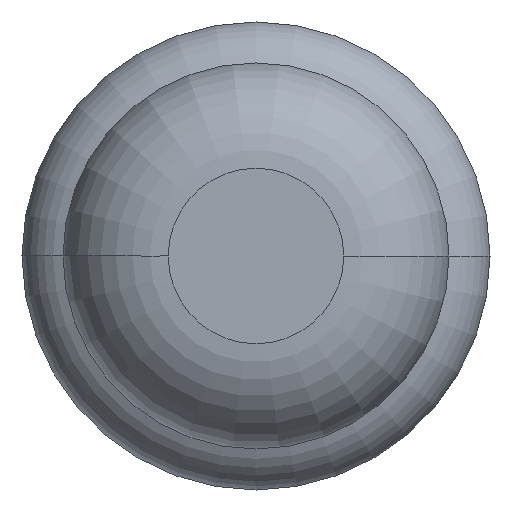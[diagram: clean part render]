
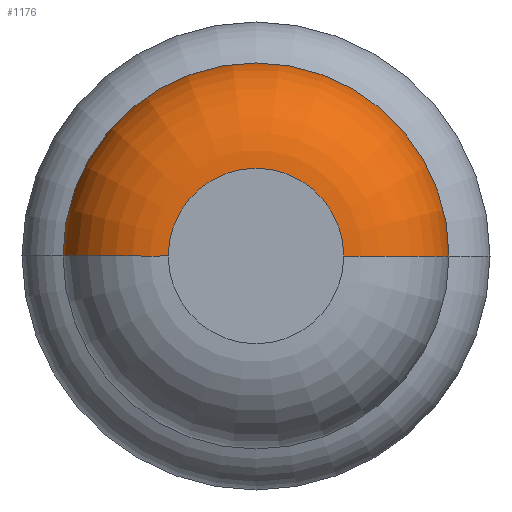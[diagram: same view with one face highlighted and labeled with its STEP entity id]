
A CAD part, front view. The second image highlights one B-rep face of the part: STEP entity #1176.
In plain terms, the highlighted toroidal (fillet/blend) face has major radius 0.375 mm and minor radius 0.45 mm.
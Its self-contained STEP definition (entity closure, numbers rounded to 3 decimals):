
#292 = ORIENTED_EDGE ( 'NONE', *, *, #1741, .T. ) ;
#371 = ORIENTED_EDGE ( 'NONE', *, *, #3133, .T. ) ;
#382 = TOROIDAL_SURFACE ( 'NONE', #3487, 0.375, 0.45 ) ;
#627 = VERTEX_POINT ( 'NONE', #967 ) ;
#721 = CIRCLE ( 'NONE', #1088, 0.375 ) ;
#752 = EDGE_CURVE ( 'Defeature ausgef�hrt1_7+Defeature ausgef�hrt1_8+Defeature ausgef�hrt1_8+Defeature ausgef�hrt1_8', #627, #4269, #721, .T. ) ;
#892 = AXIS2_PLACEMENT_3D ( 'NONE', #956, #1285, #3035 ) ;
#956 = CARTESIAN_POINT ( 'NONE',  ( 0.375, -31.55, 0. ) ) ;
#967 = CARTESIAN_POINT ( 'NONE',  ( 0.375, -32., 0. ) ) ;
#1055 = DIRECTION ( 'NONE',  ( 0., -1., 0. ) ) ;
#1086 = DIRECTION ( 'NONE',  ( 1., 0., 0. ) ) ;
#1088 = AXIS2_PLACEMENT_3D ( 'NONE', #1255, #2064, #4287 ) ;
#1137 = CARTESIAN_POINT ( 'NONE',  ( 0.825, -31.55, 0. ) ) ;
#1176 = ADVANCED_FACE ( 'Defeature ausgef�hrt1_8', ( #3985 ), #382, .T. ) ;
#1192 = VERTEX_POINT ( 'NONE', #3826 ) ;
#1255 = CARTESIAN_POINT ( 'NONE',  ( 0., -32., 0. ) ) ;
#1257 = CIRCLE ( 'NONE', #2286, 0.825 ) ;
#1285 = DIRECTION ( 'NONE',  ( 0., 0., -1. ) ) ;
#1388 = AXIS2_PLACEMENT_3D ( 'NONE', #3530, #1786, #1086 ) ;
#1741 = EDGE_CURVE ( 'NONE', #1192, #4269, #3598, .T. ) ;
#1744 = DIRECTION ( 'NONE',  ( 1., 0., 0. ) ) ;
#1786 = DIRECTION ( 'NONE',  ( 0., 0., 1. ) ) ;
#1789 = DIRECTION ( 'NONE',  ( 1., 0., 0. ) ) ;
#2053 = ORIENTED_EDGE ( 'NONE', *, *, #752, .F. ) ;
#2064 = DIRECTION ( 'NONE',  ( 0., -1., 0. ) ) ;
#2082 = ORIENTED_EDGE ( 'NONE', *, *, #4309, .F. ) ;
#2286 = AXIS2_PLACEMENT_3D ( 'NONE', #2514, #3216, #1789 ) ;
#2514 = CARTESIAN_POINT ( 'NONE',  ( 0., -31.55, 0. ) ) ;
#3035 = DIRECTION ( 'NONE',  ( -1., 0., 0. ) ) ;
#3109 = VERTEX_POINT ( 'NONE', #1137 ) ;
#3133 = EDGE_CURVE ( 'Defeature ausgef�hrt1_8+Defeature ausgef�hrt1_9+Defeature ausgef�hrt1_9+Defeature ausgef�hrt1_9', #3109, #1192, #1257, .T. ) ;
#3216 = DIRECTION ( 'NONE',  ( 0., -1., 0. ) ) ;
#3302 = CIRCLE ( 'NONE', #892, 0.45 ) ;
#3337 = CARTESIAN_POINT ( 'NONE',  ( -0.375, -32., 0. ) ) ;
#3487 = AXIS2_PLACEMENT_3D ( 'NONE', #3839, #1055, #1744 ) ;
#3530 = CARTESIAN_POINT ( 'NONE',  ( -0.375, -31.55, 0. ) ) ;
#3598 = CIRCLE ( 'NONE', #1388, 0.45 ) ;
#3607 = EDGE_LOOP ( 'NONE', ( #371, #292, #2053, #2082 ) ) ;
#3826 = CARTESIAN_POINT ( 'NONE',  ( -0.825, -31.55, 0. ) ) ;
#3839 = CARTESIAN_POINT ( 'NONE',  ( 0., -31.55, 0. ) ) ;
#3985 = FACE_OUTER_BOUND ( 'NONE', #3607, .T. ) ;
#4269 = VERTEX_POINT ( 'NONE', #3337 ) ;
#4287 = DIRECTION ( 'NONE',  ( 1., 0., 0. ) ) ;
#4309 = EDGE_CURVE ( 'NONE', #3109, #627, #3302, .T. ) ;
